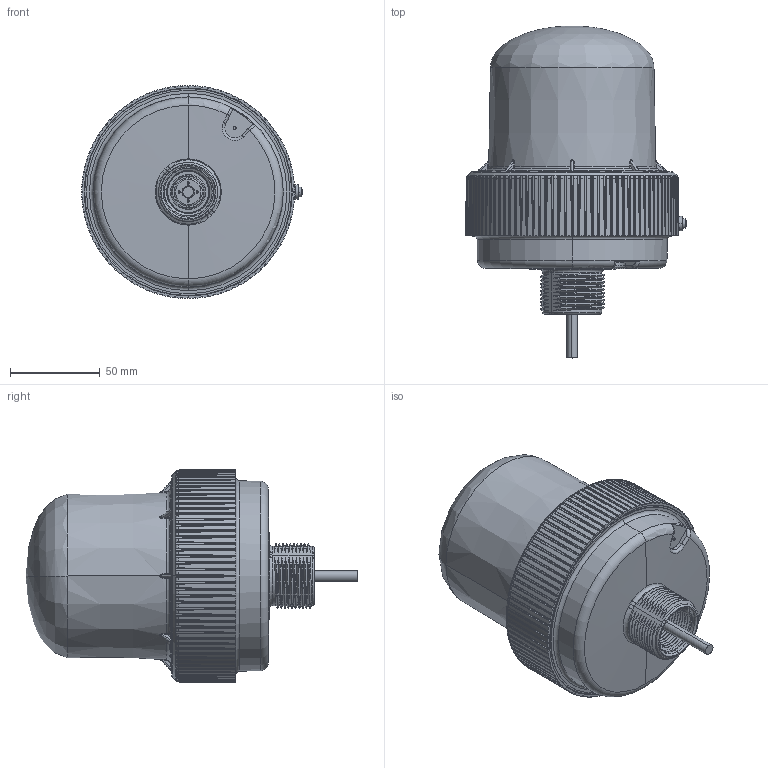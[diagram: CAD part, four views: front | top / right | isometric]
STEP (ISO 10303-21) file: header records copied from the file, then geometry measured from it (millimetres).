
FILE_DESCRIPTION((''),'2;1');
FILE_NAME('224907_ASM','2021-09-17T16:55:34',('PDMAdmin'),('BANNER ENGINEERING'),'CREO PARAMETRIC BY PTC INC, 2019292','CREO PARAMETRIC BY PTC INC, 2019292','');
FILE_SCHEMA(('CONFIG_CONTROL_DESIGN'));
Length unit declared in the file: millimetre
Products named in the file (3): 224907_EP01; CABLE_592_5COND; 224907_ASM
Assembly tree (2 placements, depth 2):
  224907_ASM
    224907_EP01
    CABLE_592_5COND
Bounding box: 122.72 x 184.68 x 118.5 mm (x, y, z)
Volume: 1033486.3 mm3; surface area: 93559.2 mm2
Topology: 2 solids, 3 shells, 1241 faces, 3395 edges, 2176 vertices
Faces by surface type: plane 400, cylinder 362, bspline 232, cone 164, torus 57, sphere 22, revolution 4
Entity records: 90304 total; most frequent: CARTESIAN_POINT 62228, ORIENTED_EDGE 6790, DIRECTION 4508, EDGE_CURVE 3395, VERTEX_POINT 2176, AXIS2_PLACEMENT_3D 1694, B_SPLINE_CURVE_WITH_KNOTS 1599, EDGE_LOOP 1281
